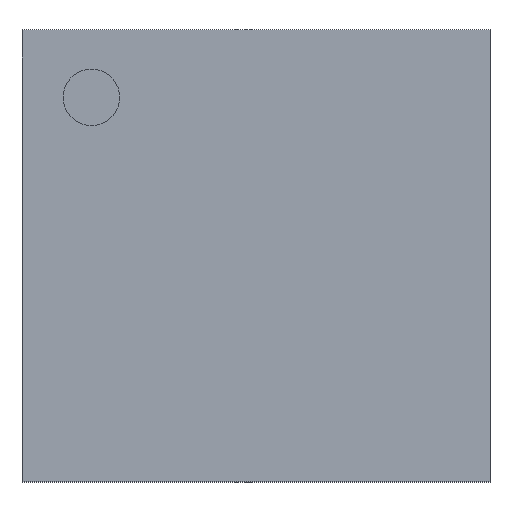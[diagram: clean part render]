
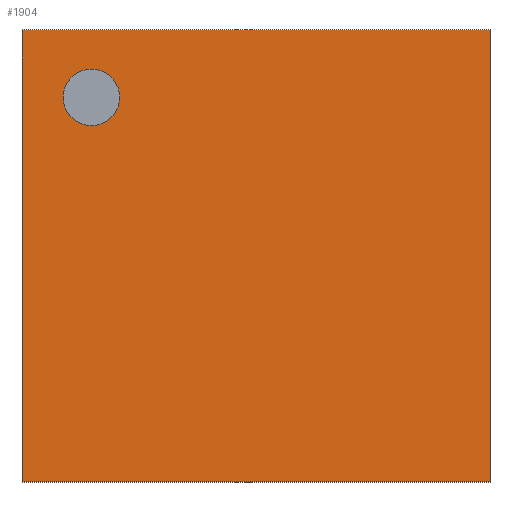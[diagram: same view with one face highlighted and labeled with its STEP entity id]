
A CAD part, top view. The second image highlights one B-rep face of the part: STEP entity #1904.
In plain terms, the highlighted planar face has unit normal (0, 0, 1).
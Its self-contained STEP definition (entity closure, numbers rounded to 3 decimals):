
#21=CIRCLE('',#1988,0.175);
#239=ORIENTED_EDGE('',*,*,#519,.T.);
#240=ORIENTED_EDGE('',*,*,#520,.T.);
#241=ORIENTED_EDGE('',*,*,#521,.T.);
#242=ORIENTED_EDGE('',*,*,#522,.T.);
#243=ORIENTED_EDGE('',*,*,#523,.T.);
#519=EDGE_CURVE('',#673,#673,#21,.T.);
#520=EDGE_CURVE('',#674,#675,#823,.T.);
#521=EDGE_CURVE('',#675,#676,#824,.T.);
#522=EDGE_CURVE('',#676,#677,#825,.T.);
#523=EDGE_CURVE('',#677,#674,#826,.T.);
#673=VERTEX_POINT('',#2648);
#674=VERTEX_POINT('',#2650);
#675=VERTEX_POINT('',#2651);
#676=VERTEX_POINT('',#2653);
#677=VERTEX_POINT('',#2655);
#823=LINE('',#2649,#1003);
#824=LINE('',#2652,#1004);
#825=LINE('',#2654,#1005);
#826=LINE('',#2656,#1006);
#1003=VECTOR('',#2245,1000.);
#1004=VECTOR('',#2246,1000.);
#1005=VECTOR('',#2247,1000.);
#1006=VECTOR('',#2248,1000.);
#1105=EDGE_LOOP('',(#239));
#1106=EDGE_LOOP('',(#240,#241,#242,#243));
#1199=FACE_BOUND('',#1105,.T.);
#1200=FACE_BOUND('',#1106,.T.);
#1279=PLANE('',#1987);
#1904=ADVANCED_FACE('',(#1199,#1200),#1279,.T.);
#1987=AXIS2_PLACEMENT_3D('',#2646,#2241,#2242);
#1988=AXIS2_PLACEMENT_3D('',#2647,#2243,#2244);
#2241=DIRECTION('',(0.,0.,1.));
#2242=DIRECTION('',(1.,0.,0.));
#2243=DIRECTION('',(0.,0.,-1.));
#2244=DIRECTION('',(1.,0.,0.));
#2245=DIRECTION('',(1.,0.,0.));
#2246=DIRECTION('',(0.,1.,0.));
#2247=DIRECTION('',(-1.,0.,0.));
#2248=DIRECTION('',(0.,-1.,0.));
#2646=CARTESIAN_POINT('',(0.,0.,0.87));
#2647=CARTESIAN_POINT('',(-1.02,0.983,0.87));
#2648=CARTESIAN_POINT('',(-0.845,0.983,0.87));
#2649=CARTESIAN_POINT('',(-1.45,-1.4,0.87));
#2650=CARTESIAN_POINT('',(-1.45,-1.4,0.87));
#2651=CARTESIAN_POINT('',(1.45,-1.4,0.87));
#2652=CARTESIAN_POINT('',(1.45,-1.4,0.87));
#2653=CARTESIAN_POINT('',(1.45,1.4,0.87));
#2654=CARTESIAN_POINT('',(1.45,1.4,0.87));
#2655=CARTESIAN_POINT('',(-1.45,1.4,0.87));
#2656=CARTESIAN_POINT('',(-1.45,1.4,0.87));
